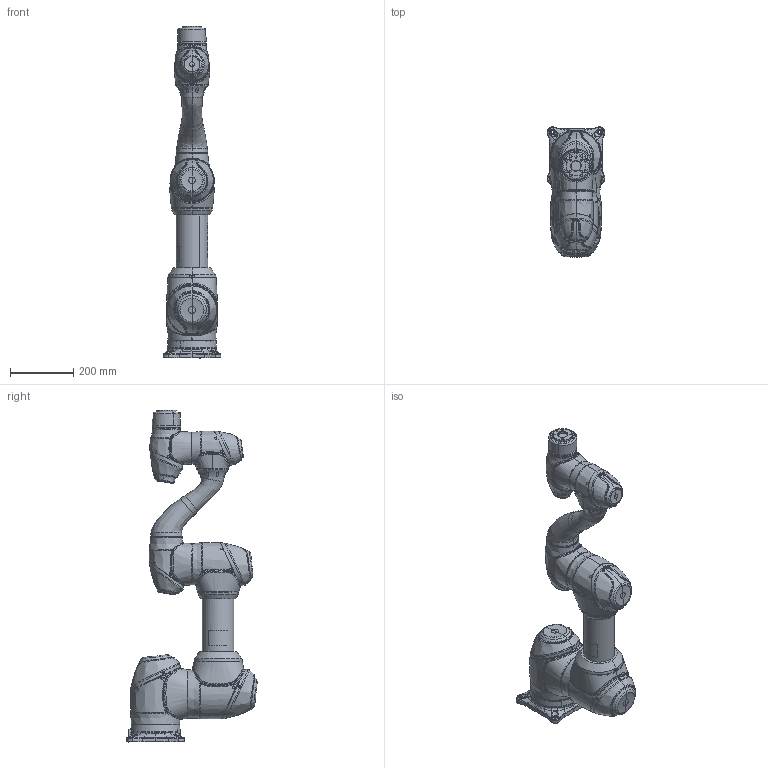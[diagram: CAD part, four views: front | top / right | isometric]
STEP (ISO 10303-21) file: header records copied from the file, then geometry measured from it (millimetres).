
FILE_DESCRIPTION(('CATIA V5 STEP Exchange'),'2;1');
FILE_NAME('Doosan_Robotics_Robot_M1509_STEP_200130.stp','2020-01-30T01:12:27+00:00',('none'),('none'),'Version 5-6 Release 2012','CATIA V5 STEP AP203','none');
FILE_SCHEMA(('CONFIG_CONTROL_DESIGN'));
Length unit declared in the file: millimetre
Products named in the file (1): M1509
Assembly tree (10 placements, depth 2):
  M1509
    #57
    #21844
    #36183
    #50522
    #82194
    #99918
    #115540
    #117674
    #142772
    #161235
Bounding box: 182.38 x 413.56 x 1052.5 mm (x, y, z)
Volume: 21131758.9 mm3; surface area: 1033014.4 mm2
Topology: 12 solids, 13 shells, 932 faces, 6588 edges, 5778 vertices
Faces by surface type: bspline 699, cylinder 93, plane 89, torus 21, cone 20, revolution 8, extrusion 2
Entity records: 163992 total; most frequent: CARTESIAN_POINT 125377, ORIENTED_EDGE 13176, EDGE_CURVE 6588, VERTEX_POINT 5761, B_SPLINE_CURVE_WITH_KNOTS 5711, DIRECTION 1301, EDGE_LOOP 1023, ADVANCED_FACE 932
